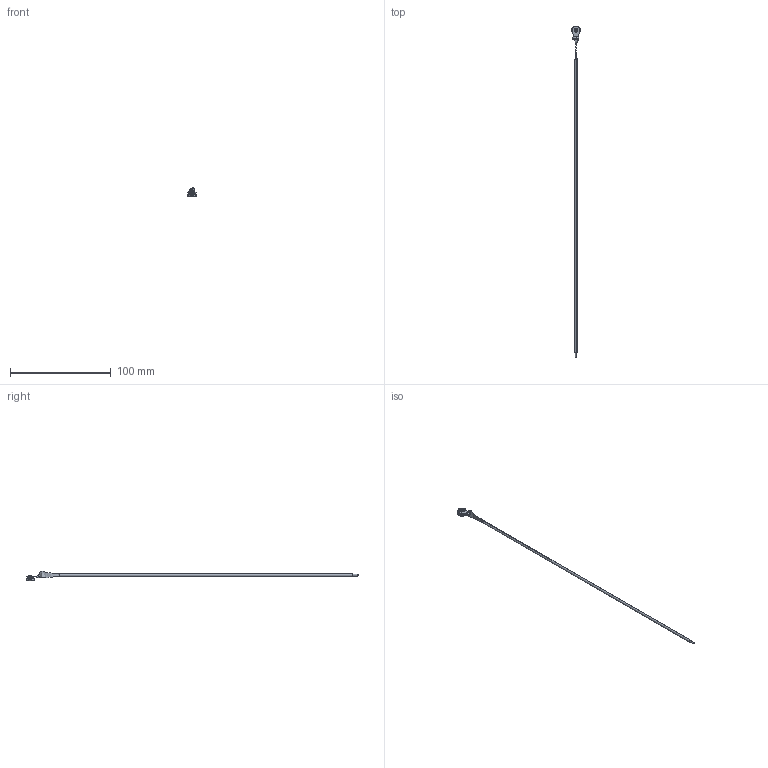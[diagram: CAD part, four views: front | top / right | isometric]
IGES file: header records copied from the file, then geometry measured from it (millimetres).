
Start section: SolidWorks IGES file using analytic representation for surfaces
Global section: file name: VFTPCSN0401FT.IGS; native system: SolidWorks 2018; preprocessor: SolidWorks 2018; author: chwang; date: 190128.130604; units: millimetre
Bounding box: 8.37 x 329.82 x 9.25 mm (x, y, z)
Surface area: 3008.4 mm2 (no closed solid volume)
Topology: 0 solids, 0 shells, 188 faces, 2035 edges, 2035 vertices
Faces by surface type: bspline 125, revolution 63
